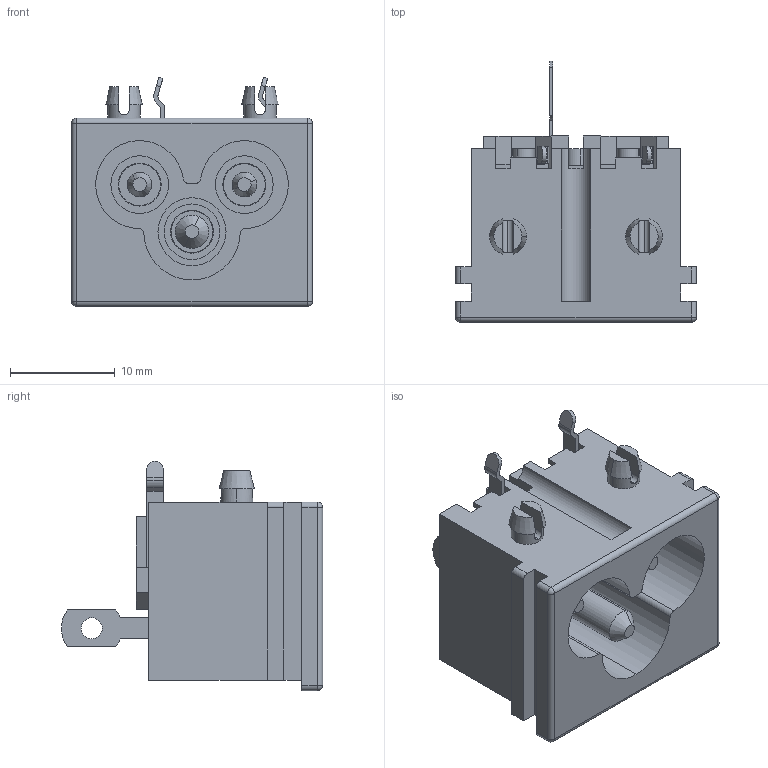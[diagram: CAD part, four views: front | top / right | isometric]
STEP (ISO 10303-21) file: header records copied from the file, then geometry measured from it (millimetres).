
FILE_DESCRIPTION (( 'STEP AP203' ), '1' );
FILE_NAME ('RF-190-A.STEP', '2016-08-02T05:39:06', ( '' ), ( '' ), 'SwSTEP 2.0', 'SolidWorks 2016', '' );
FILE_SCHEMA (( 'CONFIG_CONTROL_DESIGN' ));
Length unit declared in the file: millimetre
Products named in the file (6): RF190-001A; RF190-001-0.3; RF190-002-0.4; RF-190-A; RF190A; RF190-002AA
Assembly tree (7 placements, depth 2):
  RF-190-A
    RF190A
    RF190-002AA  x2
    RF190-001A
    RF190-001-0.3
    RF190-002-0.4  x2
Bounding box: 23 x 24.95 x 21.89 mm (x, y, z)
Volume: 3805.4 mm3; surface area: 4070.1 mm2
Topology: 7 solids, 7 shells, 276 faces, 701 edges, 451 vertices
Faces by surface type: plane 146, cylinder 102, cone 24, sphere 4
Entity records: 7646 total; most frequent: CARTESIAN_POINT 1262, DIRECTION 1226, ORIENTED_EDGE 1160, EDGE_CURVE 580, AXIS2_PLACEMENT_3D 423, LINE 380, VECTOR 380, VERTEX_POINT 379
